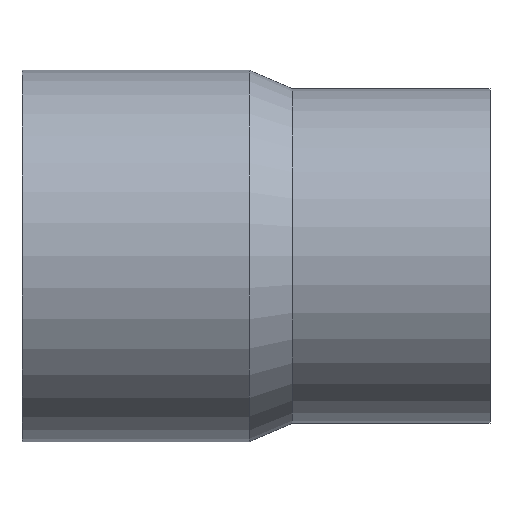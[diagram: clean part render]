
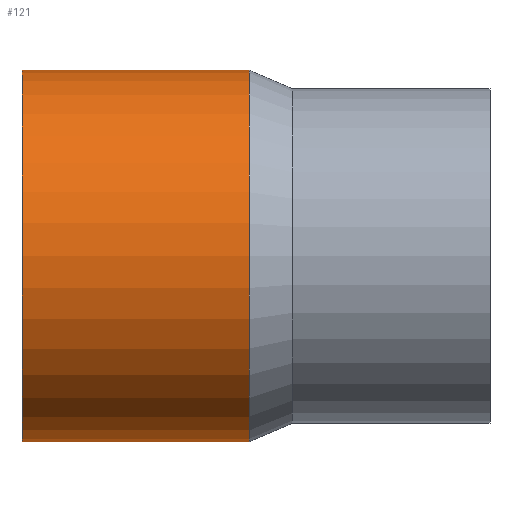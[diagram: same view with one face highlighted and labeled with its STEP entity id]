
A CAD part, top view. The second image highlights one B-rep face of the part: STEP entity #121.
In plain terms, the highlighted cylindrical face has radius 125 mm (diameter 250 mm), a partial arc.
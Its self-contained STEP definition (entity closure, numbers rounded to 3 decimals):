
#87 = EDGE_CURVE( '', #165, #107, #222, .T. );
#107 = VERTEX_POINT( '', #247 );
#109 = EDGE_CURVE( '', #165, #151, #249, .T. );
#119 = EDGE_CURVE( '', #151, #137, #261, .T. );
#121 = ADVANCED_FACE( '', ( #263 ), #264, .T. );
#137 = VERTEX_POINT( '', #281 );
#151 = VERTEX_POINT( '', #296 );
#165 = VERTEX_POINT( '', #310 );
#183 = EDGE_CURVE( '', #137, #107, #330, .T. );
#222 = CIRCLE( '', #364, 125. );
#247 = CARTESIAN_POINT( '', ( 0., 125., 0. ) );
#249 = LINE( '', #398, #399 );
#261 = CIRCLE( '', #414, 125. );
#263 = FACE_OUTER_BOUND( '', #416, .T. );
#264 = CYLINDRICAL_SURFACE( '', #417, 125. );
#281 = CARTESIAN_POINT( '', ( 153., 125., 0. ) );
#296 = CARTESIAN_POINT( '', ( 153., -125., 0. ) );
#310 = CARTESIAN_POINT( '', ( 0., -125., 0. ) );
#330 = LINE( '', #502, #503 );
#364 = AXIS2_PLACEMENT_3D( '', #541, #542, #543 );
#398 = CARTESIAN_POINT( '', ( 76.5, -125., 0. ) );
#399 = VECTOR( '', #580, 1. );
#414 = AXIS2_PLACEMENT_3D( '', #603, #604, #605 );
#416 = EDGE_LOOP( '', ( #607, #608, #609, #610 ) );
#417 = AXIS2_PLACEMENT_3D( '', #611, #612, #613 );
#502 = CARTESIAN_POINT( '', ( 76.5, 125., 0. ) );
#503 = VECTOR( '', #670, 1. );
#541 = CARTESIAN_POINT( '', ( 0., 0., 0. ) );
#542 = DIRECTION( '', ( -1., 0., 0. ) );
#543 = DIRECTION( '', ( 0., 1., 0. ) );
#580 = DIRECTION( '', ( 1., 0., 0. ) );
#603 = CARTESIAN_POINT( '', ( 153., 0., 0. ) );
#604 = DIRECTION( '', ( -1., 0., 0. ) );
#605 = DIRECTION( '', ( 0., 1., 0. ) );
#607 = ORIENTED_EDGE( '', *, *, #183, .T. );
#608 = ORIENTED_EDGE( '', *, *, #87, .F. );
#609 = ORIENTED_EDGE( '', *, *, #109, .T. );
#610 = ORIENTED_EDGE( '', *, *, #119, .T. );
#611 = CARTESIAN_POINT( '', ( 76.5, 0., 0. ) );
#612 = DIRECTION( '', ( 1., 0., 0. ) );
#613 = DIRECTION( '', ( 0., 1., 0. ) );
#670 = DIRECTION( '', ( -1., 0., 0. ) );
